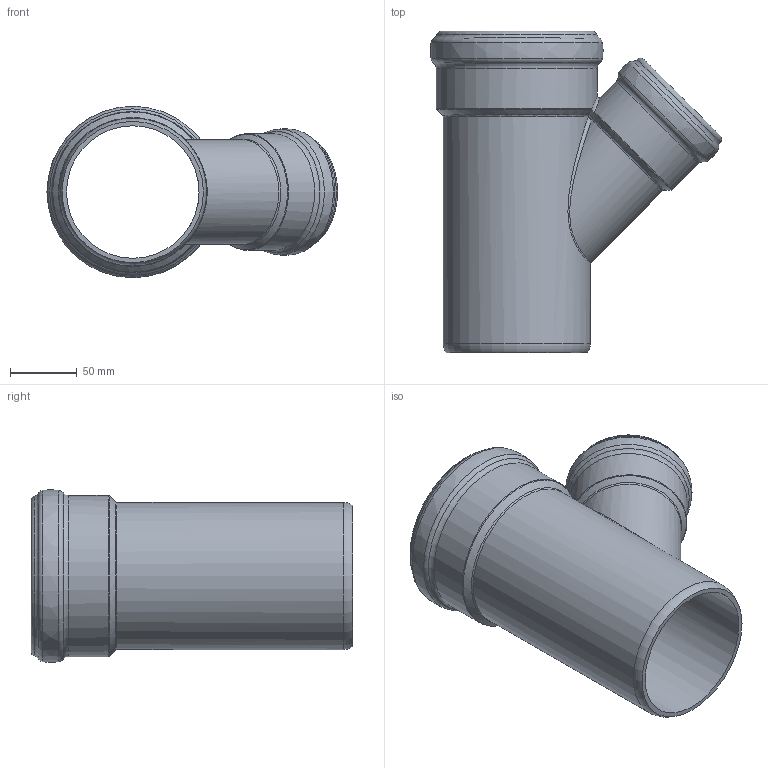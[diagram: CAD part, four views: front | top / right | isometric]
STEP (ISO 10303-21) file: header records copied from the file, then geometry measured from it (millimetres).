
FILE_DESCRIPTION(/* description */ (''),/* implementation_level */ '2;1');
FILE_NAME(/* name */ '335210 SKOLANsafeEA Abzweiger DN_OD 110_78_45°.stp',/* time_stamp */ '2018-01-09T11:42:16+01:00',/* author */ ('user1'),/* organization */ (''),/* preprocessor_version */ 'ST-DEVELOPER v16.1',/* originating_system */ 'Autodesk Inventor 2016',/* authorisation */ '');
FILE_SCHEMA (('AUTOMOTIVE_DESIGN { 1 0 10303 214 3 1 1 }'));
Length unit declared in the file: millimetre
Products named in the file (1): 335210 SKOLANsafeEA Abzweiger DN_OD 110_78_45°
Bounding box: 217.51 x 240.2 x 128.95 mm (x, y, z)
Volume: 533469.5 mm3; surface area: 214558.6 mm2
Topology: 1 solids, 1 shells, 54 faces, 122 edges, 68 vertices
Faces by surface type: torus 29, cylinder 12, cone 8, bspline 4, plane 1
Full cylindrical faces by diameter (mm): 68.6 x1, 78.4 x1, 78.7 x1, 87 x1, 87.6 x1, 99 x1, 110 x1, 110.4 x1, 110.7 x1, 120.4 x1, 120.6 x1
Entity records: 10297 total; most frequent: CARTESIAN_POINT 9281, DIRECTION 216, ORIENTED_EDGE 152, AXIS2_PLACEMENT_3D 108, EDGE_LOOP 98, EDGE_CURVE 76, VERTEX_POINT 64, CIRCLE 55
